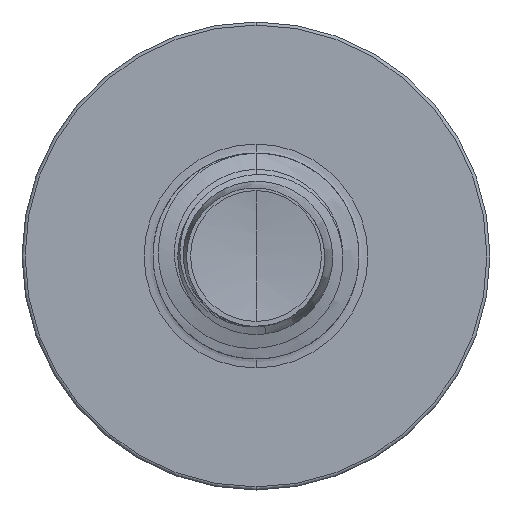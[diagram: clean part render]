
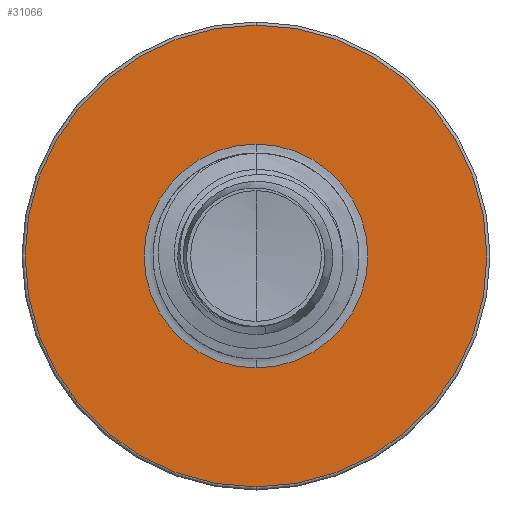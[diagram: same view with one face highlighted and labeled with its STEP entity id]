
A CAD part, front view. The second image highlights one B-rep face of the part: STEP entity #31066.
In plain terms, the highlighted planar face has unit normal (0, -1, 0).
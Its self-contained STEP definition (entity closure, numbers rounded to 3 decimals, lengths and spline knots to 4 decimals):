
#1070 = DIRECTION ( 'NONE',  ( 0., 1., 0. ) ) ;
#2109 = AXIS2_PLACEMENT_3D ( 'NONE', #25581, #25542, #25531 ) ;
#2679 = DIRECTION ( 'NONE',  ( 0., 0., 1. ) ) ;
#2746 = DIRECTION ( 'NONE',  ( 0., 1., 0. ) ) ;
#2875 = CARTESIAN_POINT ( 'NONE',  ( 0., 12.5, 0. ) ) ;
#3340 = DIRECTION ( 'NONE',  ( 0., 1., 0. ) ) ;
#4154 = AXIS2_PLACEMENT_3D ( 'NONE', #24959, #3340, #27394 ) ;
#4370 = EDGE_CURVE ( 'NONE', #15328, #26046, #17235, .T. ) ;
#7221 = CARTESIAN_POINT ( 'NONE',  ( 0., 12.5, -1.1956 ) ) ;
#8436 = ORIENTED_EDGE ( 'NONE', *, *, #30715, .F. ) ;
#10490 = FACE_OUTER_BOUND ( 'NONE', #30723, .T. ) ;
#11782 = CARTESIAN_POINT ( 'NONE',  ( 0., 12.5, 0. ) ) ;
#14113 = CIRCLE ( 'NONE', #17379, 2.467 ) ;
#15254 = CIRCLE ( 'NONE', #4154, 1.1956 ) ;
#15328 = VERTEX_POINT ( 'NONE', #7221 ) ;
#15545 = DIRECTION ( 'NONE',  ( 0., 0., 1. ) ) ;
#15783 = EDGE_CURVE ( 'NONE', #29035, #34234, #17695, .T. ) ;
#17210 = CARTESIAN_POINT ( 'NONE',  ( 0., 12.5, -1.1956 ) ) ;
#17235 = CIRCLE ( 'NONE', #2109, 1.1956 ) ;
#17379 = AXIS2_PLACEMENT_3D ( 'NONE', #11782, #31316, #15545 ) ;
#17695 = CIRCLE ( 'NONE', #26661, 2.467 ) ;
#18523 = CARTESIAN_POINT ( 'NONE',  ( 0., 12.5, 2.467 ) ) ;
#20989 = AXIS2_PLACEMENT_3D ( 'NONE', #17210, #1070, #26280 ) ;
#23589 = PLANE ( 'NONE',  #20989 ) ;
#24575 = ORIENTED_EDGE ( 'NONE', *, *, #15783, .F. ) ;
#24959 = CARTESIAN_POINT ( 'NONE',  ( 0., 12.5, 0. ) ) ;
#25531 = DIRECTION ( 'NONE',  ( 0., 0., 1. ) ) ;
#25542 = DIRECTION ( 'NONE',  ( 0., 1., 0. ) ) ;
#25581 = CARTESIAN_POINT ( 'NONE',  ( 0., 12.5, 0. ) ) ;
#26046 = VERTEX_POINT ( 'NONE', #30004 ) ;
#26280 = DIRECTION ( 'NONE',  ( 0., 0., 1. ) ) ;
#26661 = AXIS2_PLACEMENT_3D ( 'NONE', #2875, #2746, #2679 ) ;
#27394 = DIRECTION ( 'NONE',  ( 0., 0., 1. ) ) ;
#27647 = ORIENTED_EDGE ( 'NONE', *, *, #4370, .T. ) ;
#28108 = EDGE_LOOP ( 'NONE', ( #35653, #27647 ) ) ;
#29035 = VERTEX_POINT ( 'NONE', #18523 ) ;
#29647 = CARTESIAN_POINT ( 'NONE',  ( 0., 12.5, -2.467 ) ) ;
#30004 = CARTESIAN_POINT ( 'NONE',  ( 0., 12.5, 1.1956 ) ) ;
#30707 = EDGE_CURVE ( 'NONE', #26046, #15328, #15254, .T. ) ;
#30715 = EDGE_CURVE ( 'NONE', #34234, #29035, #14113, .T. ) ;
#30723 = EDGE_LOOP ( 'NONE', ( #24575, #8436 ) ) ;
#31066 = ADVANCED_FACE ( 'NONE', ( #10490, #31355 ), #23589, .F. ) ;
#31316 = DIRECTION ( 'NONE',  ( 0., 1., 0. ) ) ;
#31355 = FACE_BOUND ( 'NONE', #28108, .T. ) ;
#34234 = VERTEX_POINT ( 'NONE', #29647 ) ;
#35653 = ORIENTED_EDGE ( 'NONE', *, *, #30707, .T. ) ;
